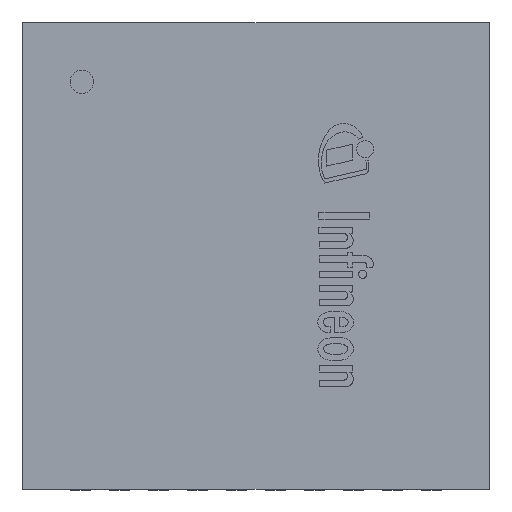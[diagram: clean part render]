
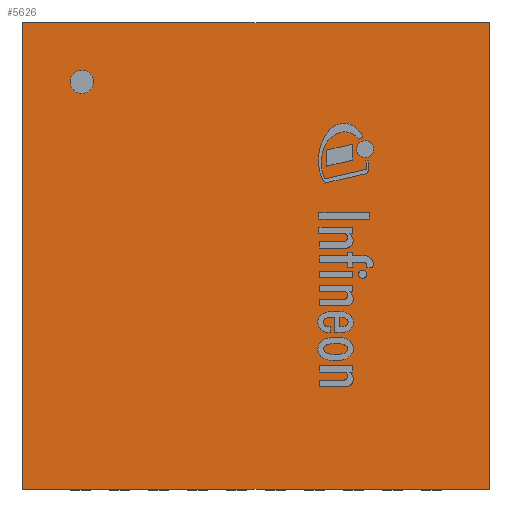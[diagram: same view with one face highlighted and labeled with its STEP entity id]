
A CAD part, top view. The second image highlights one B-rep face of the part: STEP entity #5626.
In plain terms, the highlighted planar face has unit normal (0, 0, 1).
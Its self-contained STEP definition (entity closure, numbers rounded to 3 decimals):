
#183=LINE('',#8101,#836);
#186=LINE('',#8107,#839);
#189=LINE('',#8113,#842);
#192=LINE('',#8117,#845);
#836=VECTOR('',#6526,1.);
#839=VECTOR('',#6531,1.);
#842=VECTOR('',#6536,1.);
#845=VECTOR('',#6541,1.);
#1492=PLANE('',#6060);
#1795=FACE_BOUND('',#2187,.T.);
#1809=FACE_OUTER_BOUND('',#2186,.T.);
#2186=EDGE_LOOP('',(#4006,#4007,#4008,#4009));
#2187=EDGE_LOOP('',(#4010));
#2564=CIRCLE('',#6053,0.15);
#2666=VERTEX_POINT('',#8089);
#2670=VERTEX_POINT('',#8098);
#2671=VERTEX_POINT('',#8100);
#2673=VERTEX_POINT('',#8106);
#2675=VERTEX_POINT('',#8112);
#3196=EDGE_CURVE('',#2666,#2666,#2564,.T.);
#3200=EDGE_CURVE('',#2671,#2670,#183,.T.);
#3203=EDGE_CURVE('',#2673,#2671,#186,.T.);
#3206=EDGE_CURVE('',#2675,#2673,#189,.T.);
#3209=EDGE_CURVE('',#2670,#2675,#192,.T.);
#4006=ORIENTED_EDGE('',*,*,#3209,.T.);
#4007=ORIENTED_EDGE('',*,*,#3206,.T.);
#4008=ORIENTED_EDGE('',*,*,#3203,.T.);
#4009=ORIENTED_EDGE('',*,*,#3200,.T.);
#4010=ORIENTED_EDGE('',*,*,#3196,.T.);
#5626=ADVANCED_FACE('',(#1809,#1795),#1492,.T.);
#6053=AXIS2_PLACEMENT_3D('',#8090,#6516,#6517);
#6060=AXIS2_PLACEMENT_3D('',#8118,#6542,#6543);
#6516=DIRECTION('center_axis',(0.,0.,-1.));
#6517=DIRECTION('ref_axis',(-1.,0.,0.));
#6526=DIRECTION('',(0.,-1.,0.));
#6531=DIRECTION('',(-1.,0.,0.));
#6536=DIRECTION('',(0.,1.,0.));
#6541=DIRECTION('',(1.,0.,0.));
#6542=DIRECTION('center_axis',(0.,0.,1.));
#6543=DIRECTION('ref_axis',(1.,0.,0.));
#8089=CARTESIAN_POINT('',(-2.081,2.231,0.9));
#8090=CARTESIAN_POINT('Origin',(-2.231,2.231,0.9));
#8098=CARTESIAN_POINT('',(-2.99,-2.99,0.9));
#8100=CARTESIAN_POINT('',(-2.99,2.99,0.9));
#8101=CARTESIAN_POINT('',(-2.99,2.99,0.9));
#8106=CARTESIAN_POINT('',(2.99,2.99,0.9));
#8107=CARTESIAN_POINT('',(2.99,2.99,0.9));
#8112=CARTESIAN_POINT('',(2.99,-2.99,0.9));
#8113=CARTESIAN_POINT('',(2.99,-2.99,0.9));
#8117=CARTESIAN_POINT('',(-2.99,-2.99,0.9));
#8118=CARTESIAN_POINT('Origin',(0.,0.,
0.9));
